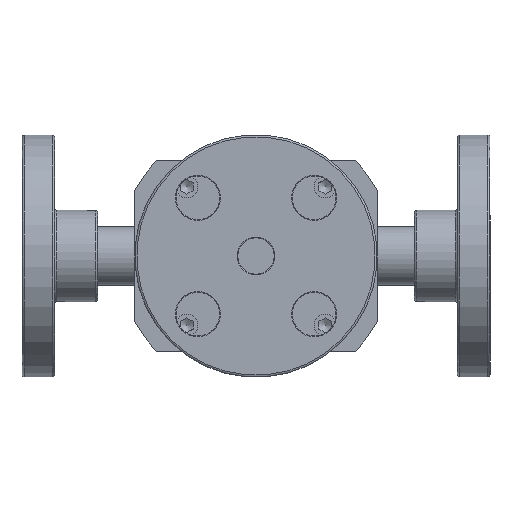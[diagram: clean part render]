
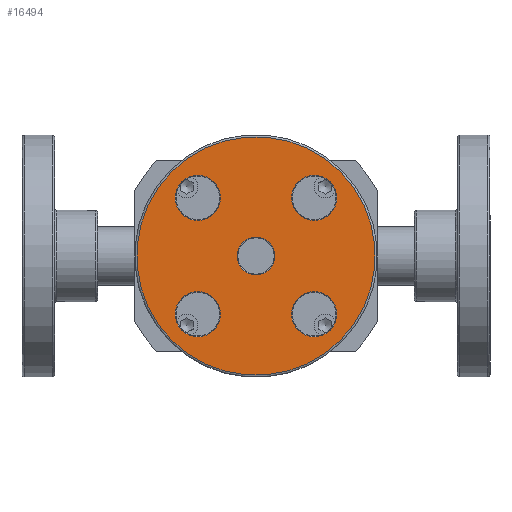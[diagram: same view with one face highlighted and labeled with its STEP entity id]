
A CAD part, front view. The second image highlights one B-rep face of the part: STEP entity #16494.
In plain terms, the highlighted planar face has unit normal (0, -1, 0).
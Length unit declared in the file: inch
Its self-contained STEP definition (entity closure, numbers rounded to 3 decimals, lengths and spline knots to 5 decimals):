
#16388=CARTESIAN_POINT('',(-1.21622,-1.63,1.21622));
#16389=VERTEX_POINT('',#16388);
#16390=CARTESIAN_POINT('',(0.,-1.63,0.));
#16391=DIRECTION('',(0.,1.,0.));
#16392=DIRECTION('',(0.707,0.,-0.707));
#16393=AXIS2_PLACEMENT_3D('',#16390,#16391,#16392);
#16394=CIRCLE('',#16393,1.72);
#16395=EDGE_CURVE('',#16389,#16389,#16394,.T.);
#16431=CARTESIAN_POINT('',(-0.7117,-1.63,0.7117));
#16432=DIRECTION('',(0.0,-1.0,0.0));
#16433=DIRECTION('',(0.707,0.0,0.707));
#16434=AXIS2_PLACEMENT_3D('',#16431,#16432,#16433);
#16435=PLANE('',#16434);
#16436=ORIENTED_EDGE('',*,*,#16395,.F.);
#16437=EDGE_LOOP('',(#16436));
#16438=FACE_OUTER_BOUND('',#16437,.T.);
#16439=CARTESIAN_POINT('',(0.60988,-1.63,1.0695));
#16440=VERTEX_POINT('',#16439);
#16441=CARTESIAN_POINT('',(0.83969,-1.63,0.83969));
#16442=DIRECTION('',(0.,-1.,0.));
#16443=DIRECTION('',(0.707,0.,-0.707));
#16444=AXIS2_PLACEMENT_3D('',#16441,#16442,#16443);
#16445=CIRCLE('',#16444,0.325);
#16446=EDGE_CURVE('',#16440,#16440,#16445,.T.);
#16447=ORIENTED_EDGE('',*,*,#16446,.F.);
#16448=EDGE_LOOP('',(#16447));
#16449=FACE_BOUND('',#16448,.T.);
#16450=CARTESIAN_POINT('',(1.0695,-1.63,-0.60988));
#16451=VERTEX_POINT('',#16450);
#16452=CARTESIAN_POINT('',(0.83969,-1.63,-0.83969));
#16453=DIRECTION('',(0.,-1.,0.));
#16454=DIRECTION('',(-0.707,0.,-0.707));
#16455=AXIS2_PLACEMENT_3D('',#16452,#16453,#16454);
#16456=CIRCLE('',#16455,0.325);
#16457=EDGE_CURVE('',#16451,#16451,#16456,.T.);
#16458=ORIENTED_EDGE('',*,*,#16457,.F.);
#16459=EDGE_LOOP('',(#16458));
#16460=FACE_BOUND('',#16459,.T.);
#16461=CARTESIAN_POINT('',(-0.60988,-1.63,-1.0695));
#16462=VERTEX_POINT('',#16461);
#16463=CARTESIAN_POINT('',(-0.83969,-1.63,-0.83969));
#16464=DIRECTION('',(0.,-1.,0.));
#16465=DIRECTION('',(-0.707,0.,0.707));
#16466=AXIS2_PLACEMENT_3D('',#16463,#16464,#16465);
#16467=CIRCLE('',#16466,0.325);
#16468=EDGE_CURVE('',#16462,#16462,#16467,.T.);
#16469=ORIENTED_EDGE('',*,*,#16468,.F.);
#16470=EDGE_LOOP('',(#16469));
#16471=FACE_BOUND('',#16470,.T.);
#16472=CARTESIAN_POINT('',(-0.19304,-1.63,0.19304));
#16473=VERTEX_POINT('',#16472);
#16474=CARTESIAN_POINT('',(0.,-1.63,0.));
#16475=DIRECTION('',(0.,-1.0,0.));
#16476=DIRECTION('',(0.707,0.,-0.707));
#16477=AXIS2_PLACEMENT_3D('',#16474,#16475,#16476);
#16478=CIRCLE('',#16477,0.273);
#16479=EDGE_CURVE('',#16473,#16473,#16478,.T.);
#16480=ORIENTED_EDGE('',*,*,#16479,.F.);
#16481=EDGE_LOOP('',(#16480));
#16482=FACE_BOUND('',#16481,.T.);
#16483=CARTESIAN_POINT('',(-1.0695,-1.63,0.60988));
#16484=VERTEX_POINT('',#16483);
#16485=CARTESIAN_POINT('',(-0.83969,-1.63,0.83969));
#16486=DIRECTION('',(0.,-1.,0.));
#16487=DIRECTION('',(0.707,0.,0.707));
#16488=AXIS2_PLACEMENT_3D('',#16485,#16486,#16487);
#16489=CIRCLE('',#16488,0.325);
#16490=EDGE_CURVE('',#16484,#16484,#16489,.T.);
#16491=ORIENTED_EDGE('',*,*,#16490,.F.);
#16492=EDGE_LOOP('',(#16491));
#16493=FACE_BOUND('',#16492,.T.);
#16494=ADVANCED_FACE('',(#16438,#16449,#16460,#16471,#16482,#16493),#16435,.T.);
